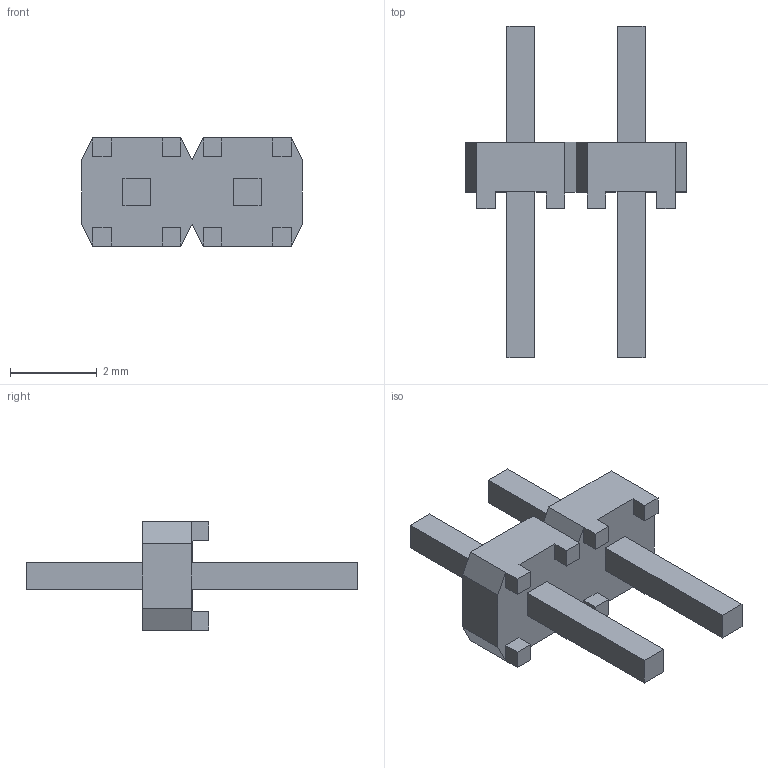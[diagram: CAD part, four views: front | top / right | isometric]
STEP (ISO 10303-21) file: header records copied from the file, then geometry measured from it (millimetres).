
FILE_DESCRIPTION( ( 'STEP AP214' ), '1' );
FILE_NAME( 'TLW-102-06-T-S(0.3).stp', '2021-03-09T13:16:18', ( 'License CC BY-ND 4.0' ), ( 'CADENAS' ), ' ', 'PARTsolutions', ' ' );
FILE_SCHEMA( ( 'AUTOMOTIVE_DESIGN { 1 0 10303 214 1 1 1 1 }' ) );
Length unit declared in the file: inch
Products named in the file (3): TLW-102-06-T-S(0.3); _TLW-102-06-T-S0.3_terminal; _TLW-02-06-S
Assembly tree (2 placements, depth 2):
  TLW-102-06-T-S(0.3)
    _TLW-102-06-T-S0.3_terminal
    _TLW-02-06-S
Bounding box: 5.08 x 7.62 x 2.49 mm (x, y, z)
Volume: 19.9 mm3; surface area: 96.8 mm2
Topology: 2 solids, 2 shells, 82 faces, 214 edges, 140 vertices
Faces by surface type: plane 82
Entity records: 3172 total; most frequent: CARTESIAN_POINT 439, ORIENTED_EDGE 428, DIRECTION 384, EDGE_CURVE 214, LINE 214, VECTOR 214, VERTEX_POINT 140, EDGE_LOOP 90
